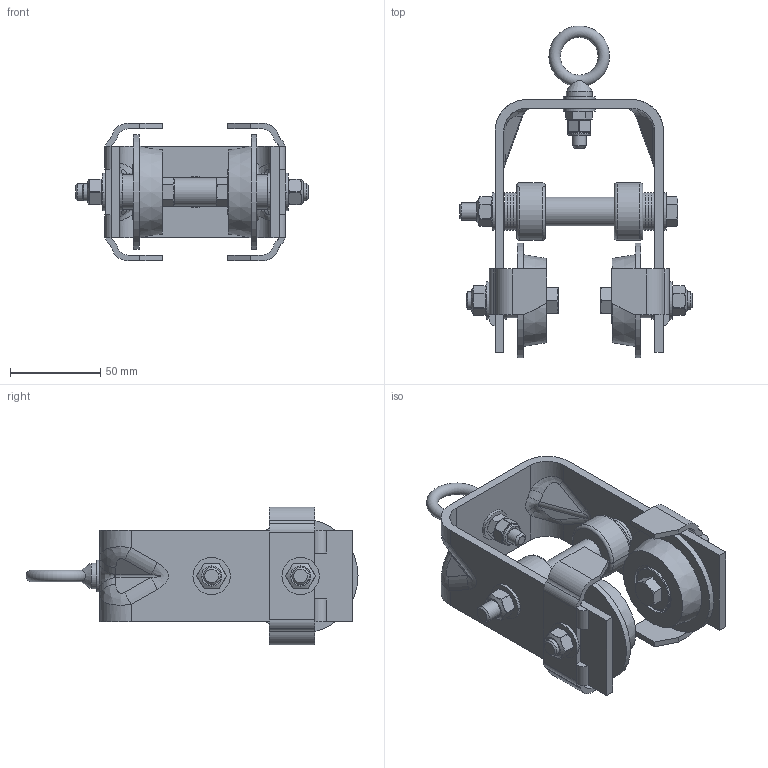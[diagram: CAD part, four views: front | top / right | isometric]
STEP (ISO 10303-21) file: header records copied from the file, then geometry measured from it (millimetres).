
FILE_DESCRIPTION((''),'2;1');
FILE_NAME('10080.stp','2009-10-16T07:09:48',('jholman'),(''),'Autodesk Inventor 2009','Autodesk Inventor 2009','');
FILE_SCHEMA(('AUTOMOTIVE_DESIGN { 1 0 10303 214 1 1 1 1 }'));
Length unit declared in the file: inch
Products named in the file (21): 3D11KSD4C; 3D11JSD4C; Welds_1; 3D11PVB4C; 3D11XQD4B; 3D11SVB4B; 3D11QVB4B; 3D11V6B4B; 3D1196B4A; 3D1153B4A; Hex Bolt - UNC (Regular Thread - Inch) 3/8-16 UNC - 1.75; 3D11TVB4B; 3D11K3B4A; 3D11UVB4A; 3D11X6B4A; Hex Jam Nut - UNC (Regular Thread - Inch) 5/16 - 18; Hex Bolt - UNC (Regular Thread - Inch) 3/8-16 UNC - 4.5; Shoulder Pattern 2-A - UNC (Regular Thread - Inch) 5/16 - 18. Shoulder Pattern Type 2 - Style A; Type A - Plain Washer (Inch) 5/16 - narrow - Type A; Hex Nut - UNC (Regular Thread - Inch) 5/16 - 18; Hex Nut - UNC (Regular Thread - Inch) 3/8 - 16
Assembly tree (40 placements, depth 3):
  3D11KSD4C
    3D11JSD4C
      Welds_1
      3D11PVB4C
      3D11XQD4B  x2
    3D11SVB4B  x2
      3D11QVB4B
      3D11V6B4B
      3D1196B4A
      3D1153B4A
      Hex Bolt - UNC (Regular Thread - Inch) 3/8-16 UNC - 1.75
      3D11TVB4B
      3D11K3B4A
    3D1153B4A  x14
    3D11UVB4A
    3D11X6B4A  x2
    Hex Jam Nut - UNC (Regular Thread - Inch) 5/16 - 18
    Hex Bolt - UNC (Regular Thread - Inch) 3/8-16 UNC - 4.5
    Shoulder Pattern 2-A - UNC (Regular Thread - Inch) 5/16 - 18. Shoulder Pattern Type 2 - Style A
    Type A - Plain Washer (Inch) 5/16 - narrow - Type A  x2
    Hex Nut - UNC (Regular Thread - Inch) 5/16 - 18
    Hex Nut - UNC (Regular Thread - Inch) 3/8 - 16  x3
Bounding box: 128.64 x 183.61 x 76.2 mm (x, y, z)
Volume: 228700.7 mm3; surface area: 118929.4 mm2
Topology: 47 solids, 47 shells, 897 faces, 1973 edges, 1139 vertices
Faces by surface type: bspline 231, cylinder 223, plane 219, cone 92, sphere 76, torus 56
Full cylindrical faces by diameter (mm): 6.502 x1, 7.938 x2, 8.738 x2, 9.525 x3, 9.855 x3, 9.922 x2, 12.7 x1, 14.224 x1, 14.288 x3, 15.875 x1, 17.475 x2, 19.05 x2, 23.813 x2, 25.4 x2, 28.6 x2, 28.626 x4, 30.404 x2, 63.5 x2
Entity records: 21473 total; most frequent: CARTESIAN_POINT 10183, ORIENTED_EDGE 2206, DIRECTION 2070, EDGE_CURVE 1103, AXIS2_PLACEMENT_3D 908, VERTEX_POINT 683, EDGE_LOOP 630, FACE_OUTER_BOUND 527
